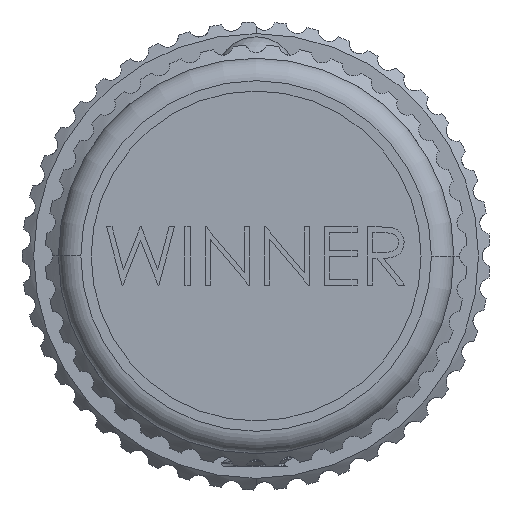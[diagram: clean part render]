
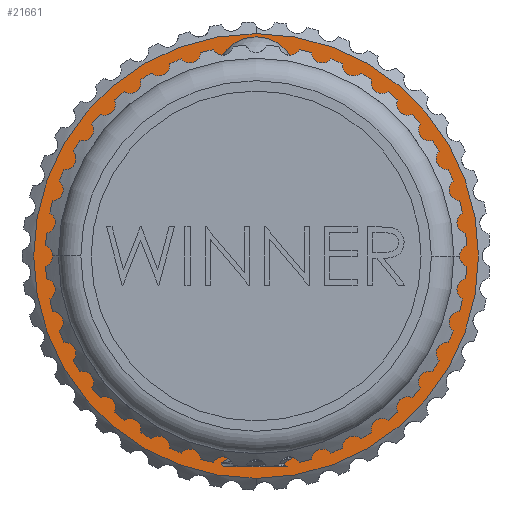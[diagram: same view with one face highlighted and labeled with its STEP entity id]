
A CAD part, left-side view. The second image highlights one B-rep face of the part: STEP entity #21661.
In plain terms, the highlighted planar face has unit normal (-1, 0, 0).
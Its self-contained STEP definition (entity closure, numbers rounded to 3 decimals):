
#417 = CARTESIAN_POINT ( 'NONE',  ( -7.52, 0., 0. ) ) ;
#758 = DIRECTION ( 'NONE',  ( 0., 0., 1. ) ) ;
#1497 = AXIS2_PLACEMENT_3D ( 'NONE', #25889, #10166, #18072 ) ;
#2804 = AXIS2_PLACEMENT_3D ( 'NONE', #9563, #22764, #7269 ) ;
#3909 = CARTESIAN_POINT ( 'NONE',  ( -7.52, 0., 0. ) ) ;
#3939 = EDGE_LOOP ( 'NONE', ( #31207, #19085 ) ) ;
#4734 = CARTESIAN_POINT ( 'NONE',  ( -7.52, 0., 15.3 ) ) ;
#5483 = CIRCLE ( 'NONE', #21453, 15.3 ) ;
#5674 = AXIS2_PLACEMENT_3D ( 'NONE', #3909, #30271, #14568 ) ;
#6477 = VERTEX_POINT ( 'NONE', #14748 ) ;
#6612 = VERTEX_POINT ( 'NONE', #4734 ) ;
#7269 = DIRECTION ( 'NONE',  ( 0., 0., -1. ) ) ;
#9563 = CARTESIAN_POINT ( 'NONE',  ( -7.52, 0., 0. ) ) ;
#9793 = PLANE ( 'NONE',  #2804 ) ;
#10166 = DIRECTION ( 'NONE',  ( -1., 0., 0. ) ) ;
#11415 = EDGE_LOOP ( 'NONE', ( #31914, #26088 ) ) ;
#12562 = CARTESIAN_POINT ( 'NONE',  ( -7.52, 0., 7.536 ) ) ;
#13824 = DIRECTION ( 'NONE',  ( 1., 0., 0. ) ) ;
#14568 = DIRECTION ( 'NONE',  ( 0., 0., 1. ) ) ;
#14748 = CARTESIAN_POINT ( 'NONE',  ( -7.52, 0., -15.3 ) ) ;
#16034 = CIRCLE ( 'NONE', #5674, 7.536 ) ;
#16381 = CARTESIAN_POINT ( 'NONE',  ( -7.52, 0., 0. ) ) ;
#18072 = DIRECTION ( 'NONE',  ( 0., 0., -1. ) ) ;
#18127 = EDGE_CURVE ( 'NONE', #29775, #21236, #25710, .T. ) ;
#18193 = FACE_OUTER_BOUND ( 'NONE', #3939, .T. ) ;
#18596 = FACE_BOUND ( 'NONE', #11415, .T. ) ;
#19085 = ORIENTED_EDGE ( 'NONE', *, *, #20882, .T. ) ;
#20882 = EDGE_CURVE ( 'NONE', #6477, #6612, #5483, .T. ) ;
#21236 = VERTEX_POINT ( 'NONE', #12562 ) ;
#21453 = AXIS2_PLACEMENT_3D ( 'NONE', #16381, #21564, #26940 ) ;
#21564 = DIRECTION ( 'NONE',  ( -1., 0., 0. ) ) ;
#21661 = ADVANCED_FACE ( 'NONE', ( #18596, #18193 ), #9793, .T. ) ;
#22764 = DIRECTION ( 'NONE',  ( -1., 0., 0. ) ) ;
#25710 = CIRCLE ( 'NONE', #26471, 7.536 ) ;
#25889 = CARTESIAN_POINT ( 'NONE',  ( -7.52, 0., 0. ) ) ;
#25918 = CIRCLE ( 'NONE', #1497, 15.3 ) ;
#26088 = ORIENTED_EDGE ( 'NONE', *, *, #32940, .T. ) ;
#26471 = AXIS2_PLACEMENT_3D ( 'NONE', #417, #13824, #758 ) ;
#26940 = DIRECTION ( 'NONE',  ( 0., 0., -1. ) ) ;
#29775 = VERTEX_POINT ( 'NONE', #34057 ) ;
#30271 = DIRECTION ( 'NONE',  ( 1., 0., 0. ) ) ;
#31207 = ORIENTED_EDGE ( 'NONE', *, *, #31831, .T. ) ;
#31831 = EDGE_CURVE ( 'NONE', #6612, #6477, #25918, .T. ) ;
#31914 = ORIENTED_EDGE ( 'NONE', *, *, #18127, .T. ) ;
#32940 = EDGE_CURVE ( 'NONE', #21236, #29775, #16034, .T. ) ;
#34057 = CARTESIAN_POINT ( 'NONE',  ( -7.52, 0., -7.536 ) ) ;
